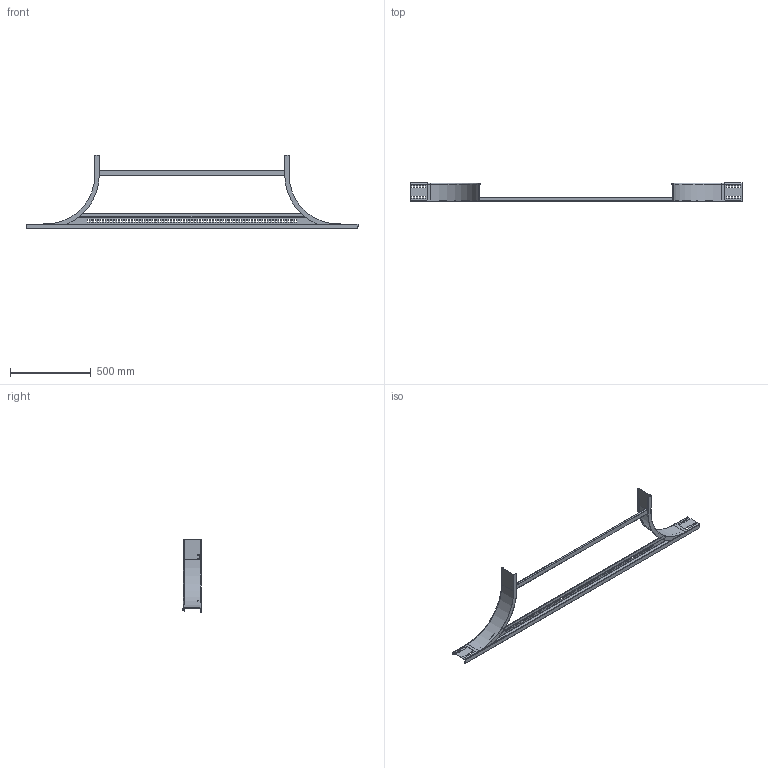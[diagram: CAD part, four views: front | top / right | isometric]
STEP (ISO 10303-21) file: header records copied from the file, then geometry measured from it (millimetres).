
FILE_DESCRIPTION (( 'STEP AP214' ), '1' );
FILE_NAME ('6225970.stp', '2017-03-27T10:58:49', ( '' ), ( '' ), 'SwSTEP 2.0', 'SolidWorks 2016', '' );
FILE_SCHEMA (( 'AUTOMOTIVE_DESIGN' ));
Length unit declared in the file: millimetre
Products named in the file (5): 091261_Innenholm 110xR300 li; 087898_St》zprofil f〉 R300 NB1200; 082108_L1193; 091261_Innenholm 110xR300 re; 6225970
Assembly tree (4 placements, depth 2):
  6225970
    091261_Innenholm 110xR300 re
    082108_L1193
    087898_St》zprofil f〉 R300 NB1200
    091261_Innenholm 110xR300 li
Bounding box: 2050 x 115 x 456.2 mm (x, y, z)
Volume: 1001635.5 mm3; surface area: 1030756.1 mm2
Topology: 4 solids, 4 shells, 558 faces, 1594 edges, 1044 vertices
Faces by surface type: plane 434, cylinder 114, bspline 6, torus 4
Entity records: 19116 total; most frequent: CARTESIAN_POINT 3877, ORIENTED_EDGE 3188, DIRECTION 2916, EDGE_CURVE 1594, LINE 1366, VECTOR 1366, VERTEX_POINT 1044, AXIS2_PLACEMENT_3D 775
